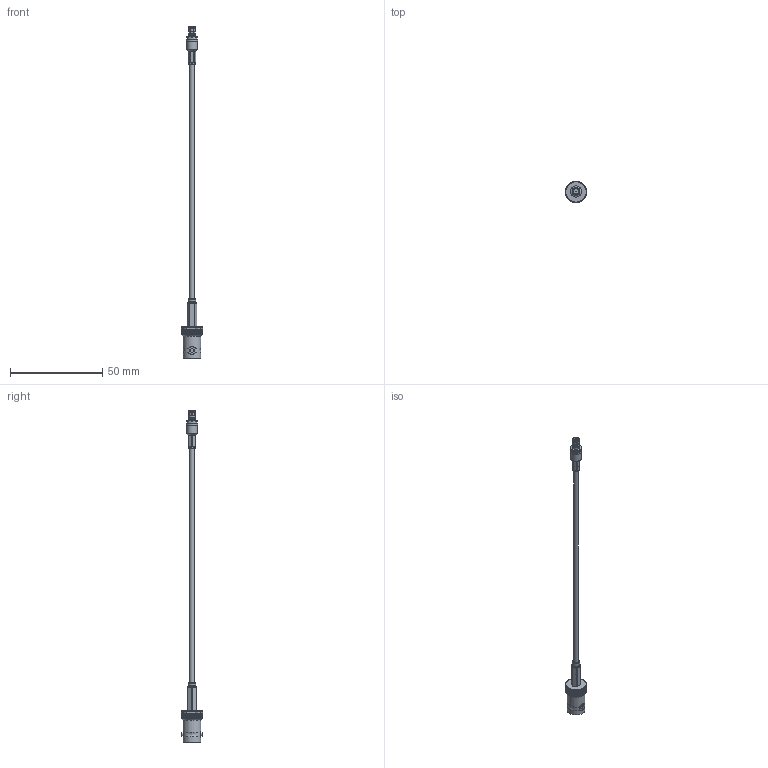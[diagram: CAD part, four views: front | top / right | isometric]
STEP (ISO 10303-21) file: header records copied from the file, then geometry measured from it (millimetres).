
FILE_DESCRIPTION (( 'STEP AP203' ), '1' );
FILE_NAME ('PE3C1628_3D.step', '2022-03-23T20:18:27', ( '' ), ( '' ), 'SwSTEP 2.0', 'SolidWorks 2021', '' );
FILE_SCHEMA (( 'CONFIG_CONTROL_DESIGN' ));
Length unit declared in the file: inch
Products named in the file (4): RG179BU^PE3C1628_RG179; PE3C1628_3D; PE4616^PE3C1628_CRIMPED ; PE44298^PE3C1628_CRIMPED
Assembly tree (3 placements, depth 2):
  PE3C1628_3D
    RG179BU^PE3C1628_RG179
    PE44298^PE3C1628_CRIMPED
    PE4616^PE3C1628_CRIMPED 
Bounding box: 11.5 x 11.5 x 179.57 mm (x, y, z)
Volume: 1923 mm3; surface area: 3504.1 mm2
Topology: 5 solids, 6 shells, 438 faces, 1079 edges, 670 vertices
Faces by surface type: plane 204, cylinder 128, cone 95, bspline 11
Full cylindrical faces by diameter (mm): 0.5 x1, 1.27 x1, 1.7 x1, 1.778 x2, 1.905 x2, 2.54 x2, 2.7 x1, 2.8 x1, 3.014 x1, 3.2 x1, 3.465 x1, 3.7 x1, 3.912 x1, 4.03 x1, 4.128 x1, 4.326 x1, 4.981 x1, 5.08 x1, 5.414 x1, 5.791 x1, 6.071 x2, 8.255 x1, 9.601 x2
Entity records: 13629 total; most frequent: CARTESIAN_POINT 3534, ORIENTED_EDGE 2040, DIRECTION 1926, EDGE_CURVE 1020, AXIS2_PLACEMENT_3D 790, VERTEX_POINT 656, EDGE_LOOP 506, FACE_OUTER_BOUND 469
